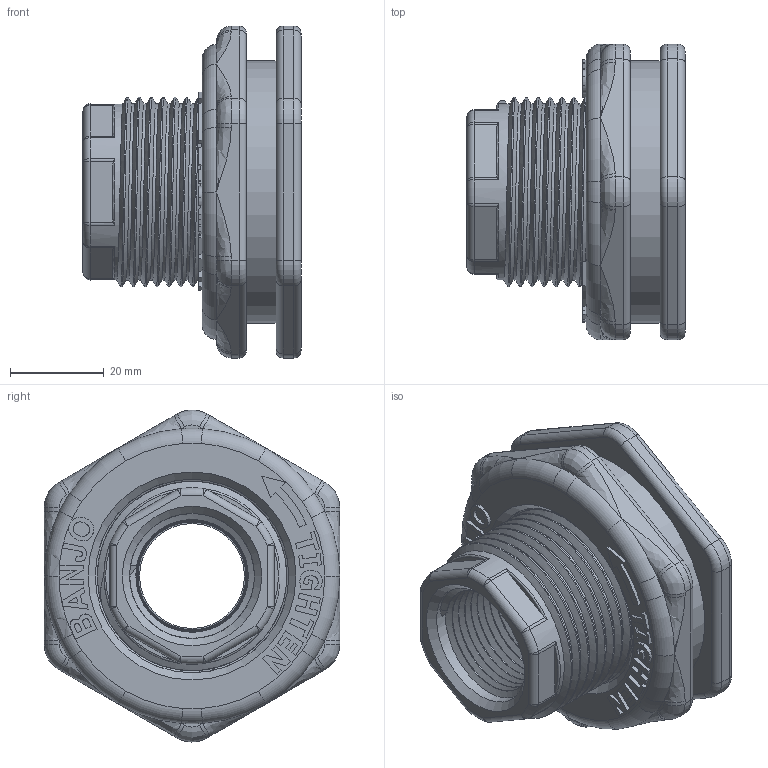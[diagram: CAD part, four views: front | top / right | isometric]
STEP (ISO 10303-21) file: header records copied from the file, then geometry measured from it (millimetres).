
FILE_DESCRIPTION((''),'2;1');
FILE_NAME('TF075SS.stp','2013-07-22T14:57:27',('mclevenger'),(''),'Autodesk Inventor 2013','Autodesk Inventor 2013','');
FILE_SCHEMA(('AUTOMOTIVE_DESIGN { 1 0 10303 214 1 1 1 1 }'));
Length unit declared in the file: inch
Products named in the file (4): TF075SS; TF071SS; TF073SS; 150G
Assembly tree (3 placements, depth 2):
  TF075SS
    TF071SS
    TF073SS
    150G
Bounding box: 46.48 x 62.99 x 70.77 mm (x, y, z)
Volume: 67724.1 mm3; surface area: 30829.4 mm2
Topology: 3 solids, 3 shells, 403 faces, 1010 edges, 622 vertices
Faces by surface type: plane 173, cylinder 72, bspline 69, torus 51, cone 26, sphere 12
Full cylindrical faces by diameter (mm): 22.352 x1, 41.275 x3, 41.402 x1, 55.88 x1
Entity records: 19328 total; most frequent: CARTESIAN_POINT 10618, ORIENTED_EDGE 1848, DIRECTION 1641, EDGE_CURVE 924, VERTEX_POINT 582, AXIS2_PLACEMENT_3D 569, VECTOR 503, LINE 503
